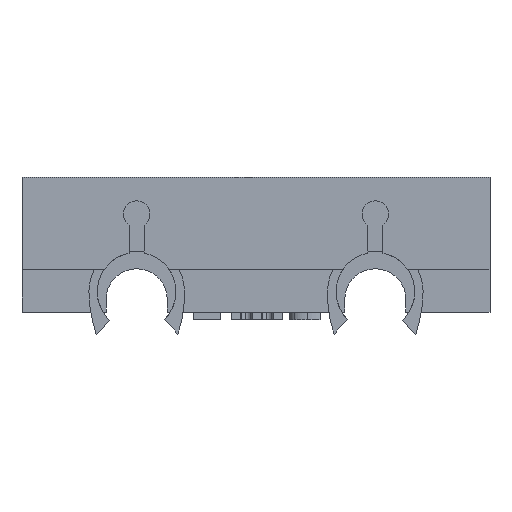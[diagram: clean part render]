
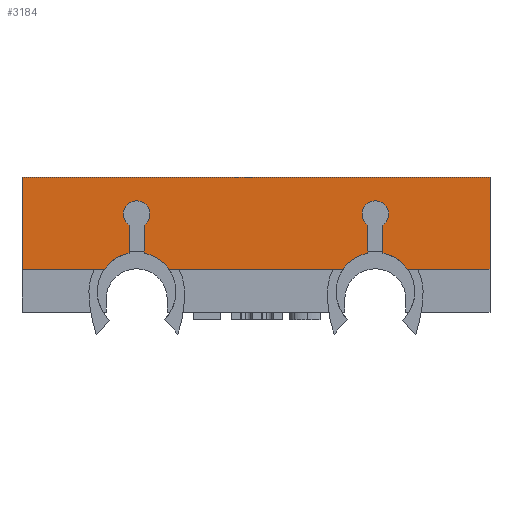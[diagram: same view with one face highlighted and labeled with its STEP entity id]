
A CAD part, front view. The second image highlights one B-rep face of the part: STEP entity #3184.
In plain terms, the highlighted planar face has unit normal (0, -1, 0).
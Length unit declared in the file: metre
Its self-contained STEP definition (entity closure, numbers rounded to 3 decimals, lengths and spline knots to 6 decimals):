
#95=LINE('',#4243,#388);
#99=LINE('',#4250,#392);
#115=LINE('',#4286,#408);
#170=LINE('',#4455,#463);
#181=LINE('',#4479,#474);
#184=LINE('',#4487,#477);
#190=LINE('',#4501,#483);
#262=LINE('',#4830,#555);
#266=LINE('',#4840,#559);
#272=LINE('',#4855,#565);
#388=VECTOR('',#3460,1.);
#392=VECTOR('',#3466,1.);
#408=VECTOR('',#3490,1.);
#463=VECTOR('',#3623,1.);
#474=VECTOR('',#3646,1.);
#477=VECTOR('',#3655,1.);
#483=VECTOR('',#3673,1.);
#555=VECTOR('',#3867,1.);
#559=VECTOR('',#3877,1.);
#565=VECTOR('',#3895,1.);
#710=CIRCLE('',#3266,0.00175);
#727=CIRCLE('',#3314,0.00515);
#728=CIRCLE('',#3316,0.00515);
#737=CIRCLE('',#3336,0.00175);
#749=CIRCLE('',#3376,0.00515);
#750=CIRCLE('',#3378,0.00515);
#1608=ORIENTED_EDGE('',*,*,#1951,.F.);
#1609=ORIENTED_EDGE('',*,*,#1973,.T.);
#1610=ORIENTED_EDGE('',*,*,#1943,.T.);
#1611=ORIENTED_EDGE('',*,*,#1940,.T.);
#1612=ORIENTED_EDGE('',*,*,#1938,.T.);
#1613=ORIENTED_EDGE('',*,*,#1974,.T.);
#1614=ORIENTED_EDGE('',*,*,#1786,.F.);
#1615=ORIENTED_EDGE('',*,*,#1905,.F.);
#1616=ORIENTED_EDGE('',*,*,#1799,.F.);
#1617=ORIENTED_EDGE('',*,*,#1801,.F.);
#1618=ORIENTED_EDGE('',*,*,#1803,.F.);
#1619=ORIENTED_EDGE('',*,*,#1904,.F.);
#1620=ORIENTED_EDGE('',*,*,#1811,.F.);
#1621=ORIENTED_EDGE('',*,*,#1685,.T.);
#1622=ORIENTED_EDGE('',*,*,#1681,.T.);
#1623=ORIENTED_EDGE('',*,*,#1703,.F.);
#1681=EDGE_CURVE('',#2122,#2132,#95,.T.);
#1685=EDGE_CURVE('',#2135,#2122,#99,.T.);
#1703=EDGE_CURVE('',#2150,#2132,#115,.T.);
#1786=EDGE_CURVE('',#2225,#2226,#170,.T.);
#1799=EDGE_CURVE('',#2232,#2231,#181,.T.);
#1801=EDGE_CURVE('',#2233,#2232,#710,.T.);
#1803=EDGE_CURVE('',#2234,#2233,#184,.T.);
#1811=EDGE_CURVE('',#2135,#2237,#190,.T.);
#1904=EDGE_CURVE('',#2237,#2234,#727,.T.);
#1905=EDGE_CURVE('',#2231,#2225,#728,.T.);
#1938=EDGE_CURVE('',#2340,#2339,#262,.T.);
#1940=EDGE_CURVE('',#2341,#2340,#737,.T.);
#1943=EDGE_CURVE('',#2342,#2341,#266,.T.);
#1951=EDGE_CURVE('',#2345,#2150,#272,.T.);
#1973=EDGE_CURVE('',#2345,#2342,#749,.T.);
#1974=EDGE_CURVE('',#2339,#2226,#750,.T.);
#2122=VERTEX_POINT('',#4222);
#2132=VERTEX_POINT('',#4242);
#2135=VERTEX_POINT('',#4251);
#2150=VERTEX_POINT('',#4285);
#2225=VERTEX_POINT('',#4454);
#2226=VERTEX_POINT('',#4456);
#2231=VERTEX_POINT('',#4476);
#2232=VERTEX_POINT('',#4478);
#2233=VERTEX_POINT('',#4482);
#2234=VERTEX_POINT('',#4486);
#2237=VERTEX_POINT('',#4502);
#2339=VERTEX_POINT('',#4829);
#2340=VERTEX_POINT('',#4831);
#2341=VERTEX_POINT('',#4835);
#2342=VERTEX_POINT('',#4839);
#2345=VERTEX_POINT('',#4854);
#2701=EDGE_LOOP('',(#1608,#1609,#1610,#1611,#1612,#1613,#1614,#1615,#1616,
#1617,#1618,#1619,#1620,#1621,#1622,#1623));
#2918=FACE_BOUND('',#2701,.T.);
#3016=PLANE('',#3420);
#3184=ADVANCED_FACE('',(#2918),#3016,.T.);
#3266=AXIS2_PLACEMENT_3D('',#4483,#3650,#3651);
#3314=AXIS2_PLACEMENT_3D('',#4762,#3801,#3802);
#3316=AXIS2_PLACEMENT_3D('',#4764,#3805,#3806);
#3336=AXIS2_PLACEMENT_3D('',#4834,#3871,#3872);
#3376=AXIS2_PLACEMENT_3D('',#4912,#3972,#3973);
#3378=AXIS2_PLACEMENT_3D('',#4914,#3976,#3977);
#3420=AXIS2_PLACEMENT_3D('',#5464,#4142,#4143);
#3460=DIRECTION('',(-1.,0.,0.));
#3466=DIRECTION('',(0.,0.,1.));
#3490=DIRECTION('',(0.,0.,1.));
#3623=DIRECTION('',(-1.,0.,0.));
#3646=DIRECTION('',(0.,0.,-1.));
#3650=DIRECTION('',(0.,-1.,0.));
#3651=DIRECTION('',(1.,0.,0.));
#3655=DIRECTION('',(0.,0.,1.));
#3673=DIRECTION('',(-1.,0.,0.));
#3801=DIRECTION('',(0.,-1.,0.));
#3802=DIRECTION('',(1.,0.,0.));
#3805=DIRECTION('',(0.,-1.,0.));
#3806=DIRECTION('',(1.,0.,0.));
#3867=DIRECTION('',(0.,0.,-1.));
#3871=DIRECTION('',(0.,1.,0.));
#3872=DIRECTION('',(-1.,0.,0.));
#3877=DIRECTION('',(0.,0.,1.));
#3895=DIRECTION('',(-1.,0.,0.));
#3972=DIRECTION('',(0.,1.,0.));
#3973=DIRECTION('',(-1.,0.,0.));
#3976=DIRECTION('',(0.,1.,0.));
#3977=DIRECTION('',(-1.,0.,0.));
#4142=DIRECTION('',(0.,-1.,0.));
#4143=DIRECTION('',(1.,0.,0.));
#4222=CARTESIAN_POINT('',(0.015,-0.122053,-0.031999));
#4242=CARTESIAN_POINT('',(-0.046226,-0.122053,-0.031999));
#4243=CARTESIAN_POINT('',(0.,-0.122053,-0.031999));
#4250=CARTESIAN_POINT('',(0.015,-0.122053,-0.047));
#4251=CARTESIAN_POINT('',(0.015,-0.122053,-0.044089));
#4285=CARTESIAN_POINT('',(-0.046226,-0.122053,-0.044089));
#4286=CARTESIAN_POINT('',(-0.046226,-0.122053,-0.047));
#4454=CARTESIAN_POINT('',(-0.004248,-0.122053,-0.044089));
#4455=CARTESIAN_POINT('',(-0.015613,-0.122053,-0.044089));
#4456=CARTESIAN_POINT('',(-0.026978,-0.122053,-0.044089));
#4476=CARTESIAN_POINT('',(-0.001,-0.122053,-0.041948));
#4478=CARTESIAN_POINT('',(-0.001,-0.122053,-0.03831));
#4479=CARTESIAN_POINT('',(-0.001,-0.122053,-0.041593));
#4482=CARTESIAN_POINT('',(0.001,-0.122053,-0.03831));
#4483=CARTESIAN_POINT('',(0.,-0.122053,-0.036874));
#4486=CARTESIAN_POINT('',(0.001,-0.122053,-0.041948));
#4487=CARTESIAN_POINT('',(0.001,-0.122053,-0.041593));
#4501=CARTESIAN_POINT('',(-0.015613,-0.122053,-0.044089));
#4502=CARTESIAN_POINT('',(0.004248,-0.122053,-0.044089));
#4762=CARTESIAN_POINT('',(0.,-0.122053,-0.047));
#4764=CARTESIAN_POINT('',(0.,-0.122053,-0.047));
#4829=CARTESIAN_POINT('',(-0.030226,-0.122053,-0.041948));
#4830=CARTESIAN_POINT('',(-0.030226,-0.122053,-0.041593));
#4831=CARTESIAN_POINT('',(-0.030226,-0.122053,-0.03831));
#4834=CARTESIAN_POINT('',(-0.031226,-0.122053,-0.036874));
#4835=CARTESIAN_POINT('',(-0.032226,-0.122053,-0.03831));
#4839=CARTESIAN_POINT('',(-0.032226,-0.122053,-0.041948));
#4840=CARTESIAN_POINT('',(-0.032226,-0.122053,-0.041593));
#4854=CARTESIAN_POINT('',(-0.035474,-0.122053,-0.044089));
#4855=CARTESIAN_POINT('',(-0.015613,-0.122053,-0.044089));
#4912=CARTESIAN_POINT('',(-0.031226,-0.122053,-0.047));
#4914=CARTESIAN_POINT('',(-0.031226,-0.122053,-0.047));
#5464=CARTESIAN_POINT('',(-0.015613,-0.122053,-0.042334));
